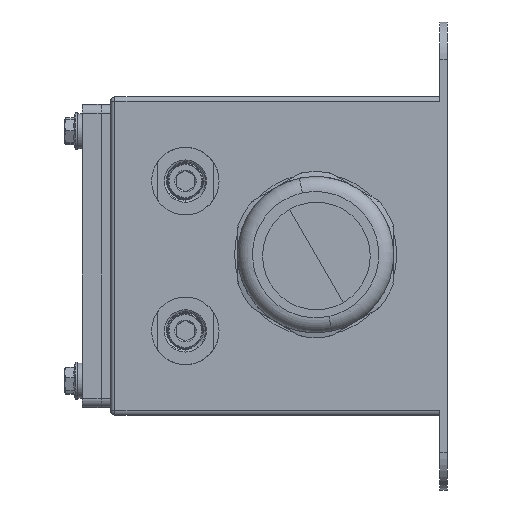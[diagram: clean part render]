
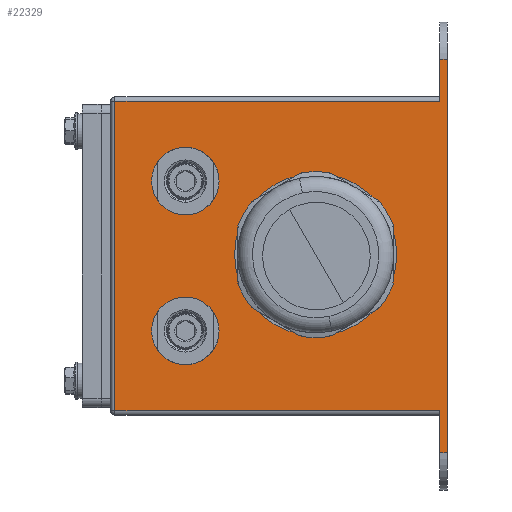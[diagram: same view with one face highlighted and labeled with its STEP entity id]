
A CAD part, left-side view. The second image highlights one B-rep face of the part: STEP entity #22329.
In plain terms, the highlighted planar face has unit normal (-1, 0, 0).
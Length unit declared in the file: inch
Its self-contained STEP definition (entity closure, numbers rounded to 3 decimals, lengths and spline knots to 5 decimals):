
#45 = CARTESIAN_POINT ( 'NONE',  ( -5.75, 1.25, 1. ) ) ;
#205 = CARTESIAN_POINT ( 'NONE',  ( -5.75, -2.145, -2.625 ) ) ;
#939 = DIRECTION ( 'NONE',  ( -1., 0., 0. ) ) ;
#979 = LINE ( 'NONE', #11807, #32017 ) ;
#1479 = DIRECTION ( 'NONE',  ( 0., 0., -1. ) ) ;
#1886 = FACE_BOUND ( 'NONE', #21526, .T. ) ;
#1894 = CARTESIAN_POINT ( 'NONE',  ( -5.75, 2.19, -2.065 ) ) ;
#2028 = VERTEX_POINT ( 'NONE', #43614 ) ;
#2314 = CARTESIAN_POINT ( 'NONE',  ( -5.75, 1.25, -1. ) ) ;
#2514 = VECTOR ( 'NONE', #10961, 39.37008 ) ;
#2598 = AXIS2_PLACEMENT_3D ( 'NONE', #7516, #21204, #4419 ) ;
#3043 = CARTESIAN_POINT ( 'NONE',  ( -5.75, 2.25, 2.065 ) ) ;
#3244 = AXIS2_PLACEMENT_3D ( 'NONE', #4683, #939, #27933 ) ;
#3574 = VERTEX_POINT ( 'NONE', #17778 ) ;
#3938 = CIRCLE ( 'NONE', #3244, 0.375 ) ;
#4419 = DIRECTION ( 'NONE',  ( 0., 0., 1. ) ) ;
#4683 = CARTESIAN_POINT ( 'NONE',  ( -5.75, 1.25, -1. ) ) ;
#6290 = DIRECTION ( 'NONE',  ( 0., 0., 1. ) ) ;
#6302 = ORIENTED_EDGE ( 'NONE', *, *, #15922, .F. ) ;
#6794 = ORIENTED_EDGE ( 'NONE', *, *, #27093, .T. ) ;
#6806 = VECTOR ( 'NONE', #42657, 39.37008 ) ;
#6971 = EDGE_LOOP ( 'NONE', ( #13199, #15178 ) ) ;
#7444 = CARTESIAN_POINT ( 'NONE',  ( -5.75, -2.145, 2.065 ) ) ;
#7485 = EDGE_CURVE ( 'NONE', #18281, #3574, #979, .T. ) ;
#7516 = CARTESIAN_POINT ( 'NONE',  ( -5.75, -0.5, 0. ) ) ;
#7716 = CARTESIAN_POINT ( 'NONE',  ( -5.75, -2.145, -2.065 ) ) ;
#7799 = CARTESIAN_POINT ( 'NONE',  ( -5.75, -2.145, 2.625 ) ) ;
#8697 = LINE ( 'NONE', #19497, #15901 ) ;
#8959 = VERTEX_POINT ( 'NONE', #7716 ) ;
#8984 = CARTESIAN_POINT ( 'NONE',  ( -5.75, 2.19, 2.065 ) ) ;
#10557 = ORIENTED_EDGE ( 'NONE', *, *, #24348, .T. ) ;
#10961 = DIRECTION ( 'NONE',  ( 0., 0., -1. ) ) ;
#11386 = DIRECTION ( 'NONE',  ( 0., 0., 1. ) ) ;
#11483 = ORIENTED_EDGE ( 'NONE', *, *, #18900, .F. ) ;
#11807 = CARTESIAN_POINT ( 'NONE',  ( -5.75, -2.25, 2.125 ) ) ;
#11821 = DIRECTION ( 'NONE',  ( 0., -1., 0. ) ) ;
#12612 = ORIENTED_EDGE ( 'NONE', *, *, #17568, .F. ) ;
#12949 = CARTESIAN_POINT ( 'NONE',  ( -5.75, 2.25, 2.125 ) ) ;
#13199 = ORIENTED_EDGE ( 'NONE', *, *, #28209, .F. ) ;
#13882 = ORIENTED_EDGE ( 'NONE', *, *, #14866, .T. ) ;
#14403 = DIRECTION ( 'NONE',  ( -1., 0., 0. ) ) ;
#14866 = EDGE_CURVE ( 'NONE', #8959, #41793, #35820, .T. ) ;
#14899 = VERTEX_POINT ( 'NONE', #23422 ) ;
#15178 = ORIENTED_EDGE ( 'NONE', *, *, #39944, .F. ) ;
#15901 = VECTOR ( 'NONE', #42707, 39.37008 ) ;
#15922 = EDGE_CURVE ( 'NONE', #30896, #14899, #19529, .T. ) ;
#16009 = FACE_BOUND ( 'NONE', #24111, .T. ) ;
#16169 = DIRECTION ( 'NONE',  ( -1., 0., 0. ) ) ;
#16509 = VERTEX_POINT ( 'NONE', #33116 ) ;
#17568 = EDGE_CURVE ( 'NONE', #14899, #30896, #37970, .T. ) ;
#17692 = CARTESIAN_POINT ( 'NONE',  ( -5.75, -0.5, 0. ) ) ;
#17767 = LINE ( 'NONE', #34601, #2514 ) ;
#17778 = CARTESIAN_POINT ( 'NONE',  ( -5.75, -2.25, 2.625 ) ) ;
#18244 = LINE ( 'NONE', #42124, #22272 ) ;
#18281 = VERTEX_POINT ( 'NONE', #21744 ) ;
#18405 = LINE ( 'NONE', #42064, #41956 ) ;
#18444 = VERTEX_POINT ( 'NONE', #42728 ) ;
#18900 = EDGE_CURVE ( 'NONE', #34952, #3574, #28376, .T. ) ;
#19497 = CARTESIAN_POINT ( 'NONE',  ( -5.75, -2.145, -2.625 ) ) ;
#19529 = CIRCLE ( 'NONE', #2598, 0.94488 ) ;
#20674 = ORIENTED_EDGE ( 'NONE', *, *, #40749, .T. ) ;
#20837 = VERTEX_POINT ( 'NONE', #1894 ) ;
#21204 = DIRECTION ( 'NONE',  ( -1., 0., 0. ) ) ;
#21526 = EDGE_LOOP ( 'NONE', ( #6302, #12612 ) ) ;
#21744 = CARTESIAN_POINT ( 'NONE',  ( -5.75, -2.25, -2.625 ) ) ;
#21892 = ORIENTED_EDGE ( 'NONE', *, *, #41001, .T. ) ;
#22272 = VECTOR ( 'NONE', #1479, 39.37008 ) ;
#22329 = ADVANCED_FACE ( 'NONE', ( #16009, #1886, #25750, #42765 ), #35487, .F. ) ;
#22377 = VERTEX_POINT ( 'NONE', #8984 ) ;
#22784 = DIRECTION ( 'NONE',  ( 0., 0., 1. ) ) ;
#23224 = DIRECTION ( 'NONE',  ( -1., 0., 0. ) ) ;
#23422 = CARTESIAN_POINT ( 'NONE',  ( -5.75, -0.5, -0.94488 ) ) ;
#23667 = ORIENTED_EDGE ( 'NONE', *, *, #31961, .F. ) ;
#24111 = EDGE_LOOP ( 'NONE', ( #23667, #32814 ) ) ;
#24348 = EDGE_CURVE ( 'NONE', #41793, #18281, #8697, .T. ) ;
#24995 = CARTESIAN_POINT ( 'NONE',  ( -5.75, -2.145, -2.125 ) ) ;
#25036 = CARTESIAN_POINT ( 'NONE',  ( -5.75, -2.145, 2.625 ) ) ;
#25750 = FACE_OUTER_BOUND ( 'NONE', #43623, .T. ) ;
#26560 = CIRCLE ( 'NONE', #42785, 0.375 ) ;
#27093 = EDGE_CURVE ( 'NONE', #22377, #20837, #18244, .T. ) ;
#27704 = CARTESIAN_POINT ( 'NONE',  ( -5.75, 1.25, 1.375 ) ) ;
#27933 = DIRECTION ( 'NONE',  ( 0., 0., 1. ) ) ;
#28136 = DIRECTION ( 'NONE',  ( 0., 0., 1. ) ) ;
#28209 = EDGE_CURVE ( 'NONE', #2028, #18444, #26560, .T. ) ;
#28376 = LINE ( 'NONE', #7799, #30983 ) ;
#28496 = AXIS2_PLACEMENT_3D ( 'NONE', #12949, #42978, #39009 ) ;
#28828 = DIRECTION ( 'NONE',  ( 0., 0., 1. ) ) ;
#30566 = ORIENTED_EDGE ( 'NONE', *, *, #38737, .T. ) ;
#30896 = VERTEX_POINT ( 'NONE', #39412 ) ;
#30983 = VECTOR ( 'NONE', #34773, 39.37008 ) ;
#31139 = AXIS2_PLACEMENT_3D ( 'NONE', #45, #23224, #22784 ) ;
#31961 = EDGE_CURVE ( 'NONE', #39104, #16509, #33095, .T. ) ;
#32017 = VECTOR ( 'NONE', #11386, 39.37008 ) ;
#32814 = ORIENTED_EDGE ( 'NONE', *, *, #36556, .F. ) ;
#33095 = CIRCLE ( 'NONE', #38713, 0.375 ) ;
#33116 = CARTESIAN_POINT ( 'NONE',  ( -5.75, 1.25, 0.625 ) ) ;
#33333 = LINE ( 'NONE', #3043, #35403 ) ;
#34169 = VERTEX_POINT ( 'NONE', #7444 ) ;
#34601 = CARTESIAN_POINT ( 'NONE',  ( -5.75, -2.145, 2.125 ) ) ;
#34773 = DIRECTION ( 'NONE',  ( 0., -1., 0. ) ) ;
#34952 = VERTEX_POINT ( 'NONE', #25036 ) ;
#35403 = VECTOR ( 'NONE', #43466, 39.37008 ) ;
#35487 = PLANE ( 'NONE',  #28496 ) ;
#35820 = LINE ( 'NONE', #24995, #6806 ) ;
#36556 = EDGE_CURVE ( 'NONE', #16509, #39104, #42386, .T. ) ;
#37271 = AXIS2_PLACEMENT_3D ( 'NONE', #17692, #14403, #28136 ) ;
#37970 = CIRCLE ( 'NONE', #37271, 0.94488 ) ;
#38713 = AXIS2_PLACEMENT_3D ( 'NONE', #39834, #16169, #28828 ) ;
#38737 = EDGE_CURVE ( 'NONE', #34169, #22377, #33333, .T. ) ;
#39009 = DIRECTION ( 'NONE',  ( 0., 0., -1. ) ) ;
#39104 = VERTEX_POINT ( 'NONE', #27704 ) ;
#39412 = CARTESIAN_POINT ( 'NONE',  ( -5.75, -0.5, 0.94488 ) ) ;
#39645 = DIRECTION ( 'NONE',  ( -1., 0., 0. ) ) ;
#39834 = CARTESIAN_POINT ( 'NONE',  ( -5.75, 1.25, 1. ) ) ;
#39944 = EDGE_CURVE ( 'NONE', #18444, #2028, #3938, .T. ) ;
#40749 = EDGE_CURVE ( 'NONE', #34952, #34169, #17767, .T. ) ;
#40847 = ORIENTED_EDGE ( 'NONE', *, *, #7485, .T. ) ;
#41001 = EDGE_CURVE ( 'NONE', #20837, #8959, #18405, .T. ) ;
#41793 = VERTEX_POINT ( 'NONE', #205 ) ;
#41956 = VECTOR ( 'NONE', #11821, 39.37008 ) ;
#42064 = CARTESIAN_POINT ( 'NONE',  ( -5.75, 2.25, -2.065 ) ) ;
#42124 = CARTESIAN_POINT ( 'NONE',  ( -5.75, 2.19, -2.125 ) ) ;
#42386 = CIRCLE ( 'NONE', #31139, 0.375 ) ;
#42657 = DIRECTION ( 'NONE',  ( 0., 0., -1. ) ) ;
#42707 = DIRECTION ( 'NONE',  ( 0., -1., 0. ) ) ;
#42728 = CARTESIAN_POINT ( 'NONE',  ( -5.75, 1.25, -1.375 ) ) ;
#42765 = FACE_BOUND ( 'NONE', #6971, .T. ) ;
#42785 = AXIS2_PLACEMENT_3D ( 'NONE', #2314, #39645, #6290 ) ;
#42978 = DIRECTION ( 'NONE',  ( 1., 0., 0. ) ) ;
#43466 = DIRECTION ( 'NONE',  ( 0., 1., 0. ) ) ;
#43614 = CARTESIAN_POINT ( 'NONE',  ( -5.75, 1.25, -0.625 ) ) ;
#43623 = EDGE_LOOP ( 'NONE', ( #21892, #13882, #10557, #40847, #11483, #20674, #30566, #6794 ) ) ;
